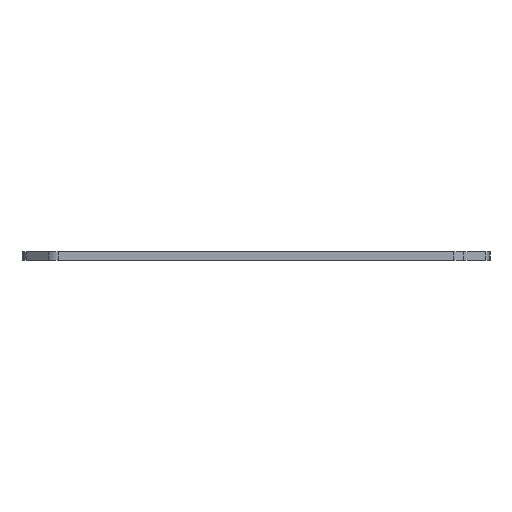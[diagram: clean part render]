
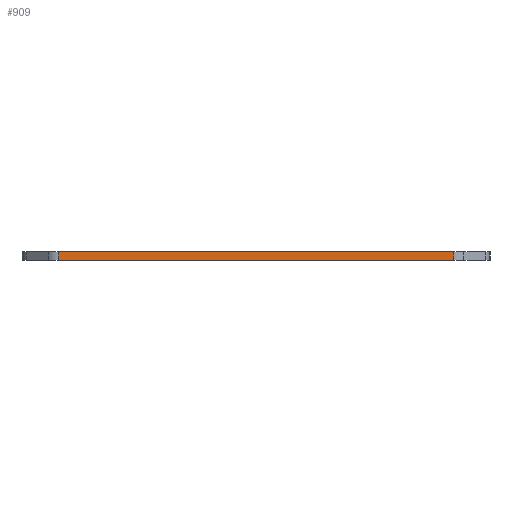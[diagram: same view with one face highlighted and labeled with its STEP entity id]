
A CAD part, left-side view. The second image highlights one B-rep face of the part: STEP entity #909.
In plain terms, the highlighted planar face has unit normal (-1, 0, 0).
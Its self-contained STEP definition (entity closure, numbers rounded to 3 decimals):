
#882 = VERTEX_POINT('',#883);
#883 = CARTESIAN_POINT('',(23.019,-96.816,1.59));
#890 = EDGE_CURVE('',#891,#882,#893,.T.);
#891 = VERTEX_POINT('',#892);
#892 = CARTESIAN_POINT('',(23.019,-96.816,0.));
#893 = LINE('',#894,#895);
#894 = CARTESIAN_POINT('',(23.019,-96.816,0.));
#895 = VECTOR('',#896,1.);
#896 = DIRECTION('',(0.,0.,1.));
#909 = ADVANCED_FACE('',(#910),#935,.T.);
#910 = FACE_BOUND('',#911,.T.);
#911 = EDGE_LOOP('',(#912,#913,#921,#929));
#912 = ORIENTED_EDGE('',*,*,#890,.T.);
#913 = ORIENTED_EDGE('',*,*,#914,.T.);
#914 = EDGE_CURVE('',#882,#915,#917,.T.);
#915 = VERTEX_POINT('',#916);
#916 = CARTESIAN_POINT('',(23.019,-22.246,1.59));
#917 = LINE('',#918,#919);
#918 = CARTESIAN_POINT('',(23.019,-96.816,1.59));
#919 = VECTOR('',#920,1.);
#920 = DIRECTION('',(0.,1.,0.));
#921 = ORIENTED_EDGE('',*,*,#922,.F.);
#922 = EDGE_CURVE('',#923,#915,#925,.T.);
#923 = VERTEX_POINT('',#924);
#924 = CARTESIAN_POINT('',(23.019,-22.246,0.));
#925 = LINE('',#926,#927);
#926 = CARTESIAN_POINT('',(23.019,-22.246,0.));
#927 = VECTOR('',#928,1.);
#928 = DIRECTION('',(0.,0.,1.));
#929 = ORIENTED_EDGE('',*,*,#930,.F.);
#930 = EDGE_CURVE('',#891,#923,#931,.T.);
#931 = LINE('',#932,#933);
#932 = CARTESIAN_POINT('',(23.019,-96.816,0.));
#933 = VECTOR('',#934,1.);
#934 = DIRECTION('',(0.,1.,0.));
#935 = PLANE('',#936);
#936 = AXIS2_PLACEMENT_3D('',#937,#938,#939);
#937 = CARTESIAN_POINT('',(23.019,-96.816,0.));
#938 = DIRECTION('',(-1.,0.,0.));
#939 = DIRECTION('',(0.,1.,0.));
